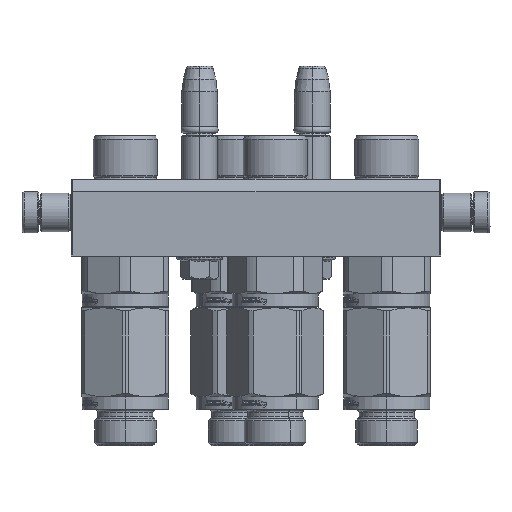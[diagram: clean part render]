
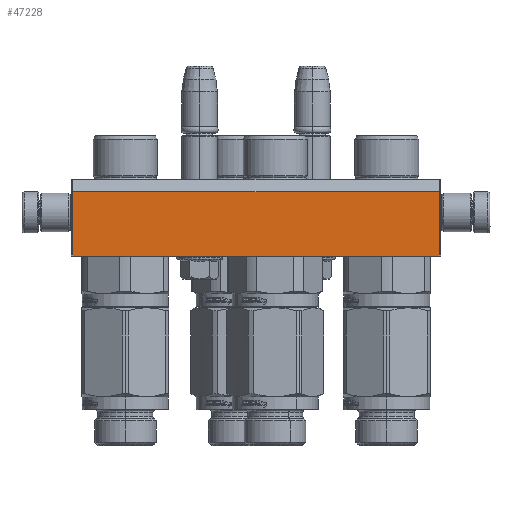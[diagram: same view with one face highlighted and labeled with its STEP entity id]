
A CAD part, left-side view. The second image highlights one B-rep face of the part: STEP entity #47228.
In plain terms, the highlighted face is planar.
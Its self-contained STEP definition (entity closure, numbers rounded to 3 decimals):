
#2485 = CARTESIAN_POINT ( 'NONE',  ( 0.5, 30., -90. ) ) ;
#2585 = LINE ( 'NONE', #41296, #4758 ) ;
#3123 = VECTOR ( 'NONE', #40423, 1000. ) ;
#4413 = DIRECTION ( 'NONE',  ( -1., 0., 0. ) ) ;
#4610 = CARTESIAN_POINT ( 'NONE',  ( 143.5, 5., -90. ) ) ;
#4758 = VECTOR ( 'NONE', #5377, 1000. ) ;
#5162 = FACE_OUTER_BOUND ( 'NONE', #44952, .T. ) ;
#5377 = DIRECTION ( 'NONE',  ( -1., 0., 0. ) ) ;
#7095 = VERTEX_POINT ( 'NONE', #46353 ) ;
#8380 = LINE ( 'NONE', #33141, #18997 ) ;
#10932 = VERTEX_POINT ( 'NONE', #30046 ) ;
#12572 = ORIENTED_EDGE ( 'NONE', *, *, #27502, .T. ) ;
#13507 = AXIS2_PLACEMENT_3D ( 'NONE', #18222, #55795, #14076 ) ;
#14076 = DIRECTION ( 'NONE',  ( -1., 0., 0. ) ) ;
#14975 = LINE ( 'NONE', #4610, #15696 ) ;
#15696 = VECTOR ( 'NONE', #4413, 1000. ) ;
#16134 = ORIENTED_EDGE ( 'NONE', *, *, #56657, .F. ) ;
#18222 = CARTESIAN_POINT ( 'NONE',  ( 144., 0., -90. ) ) ;
#18997 = VECTOR ( 'NONE', #28238, 1000. ) ;
#27118 = LINE ( 'NONE', #54279, #3123 ) ;
#27502 = EDGE_CURVE ( 'NONE', #10932, #57633, #14975, .T. ) ;
#28238 = DIRECTION ( 'NONE',  ( 0., 1., 0. ) ) ;
#28508 = VERTEX_POINT ( 'NONE', #2485 ) ;
#28702 = PLANE ( 'NONE',  #13507 ) ;
#30046 = CARTESIAN_POINT ( 'NONE',  ( 143.5, 5., -90. ) ) ;
#33141 = CARTESIAN_POINT ( 'NONE',  ( 143.5, 5., -90. ) ) ;
#40423 = DIRECTION ( 'NONE',  ( 0., 1., 0. ) ) ;
#41296 = CARTESIAN_POINT ( 'NONE',  ( 143.5, 30., -90. ) ) ;
#43082 = ORIENTED_EDGE ( 'NONE', *, *, #44735, .T. ) ;
#44735 = EDGE_CURVE ( 'NONE', #57633, #28508, #27118, .T. ) ;
#44952 = EDGE_LOOP ( 'NONE', ( #58410, #16134, #12572, #43082 ) ) ;
#45691 = EDGE_CURVE ( 'NONE', #7095, #28508, #2585, .T. ) ;
#46353 = CARTESIAN_POINT ( 'NONE',  ( 143.5, 30., -90. ) ) ;
#47228 = ADVANCED_FACE ( 'NONE', ( #5162 ), #28702, .T. ) ;
#54279 = CARTESIAN_POINT ( 'NONE',  ( 0.5, 5., -90. ) ) ;
#55201 = CARTESIAN_POINT ( 'NONE',  ( 0.5, 5., -90. ) ) ;
#55795 = DIRECTION ( 'NONE',  ( 0., 0., -1. ) ) ;
#56657 = EDGE_CURVE ( 'NONE', #10932, #7095, #8380, .T. ) ;
#57633 = VERTEX_POINT ( 'NONE', #55201 ) ;
#58410 = ORIENTED_EDGE ( 'NONE', *, *, #45691, .F. ) ;
